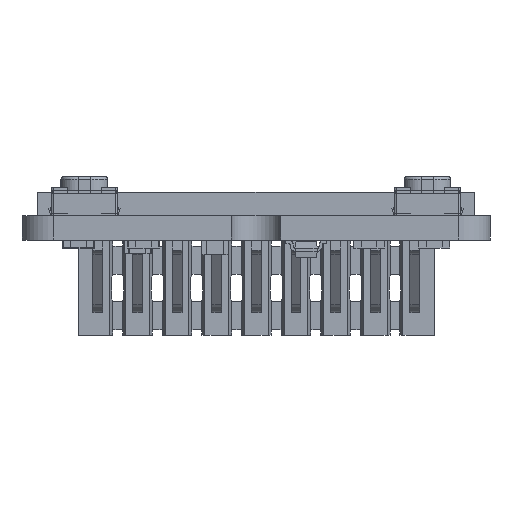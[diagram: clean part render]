
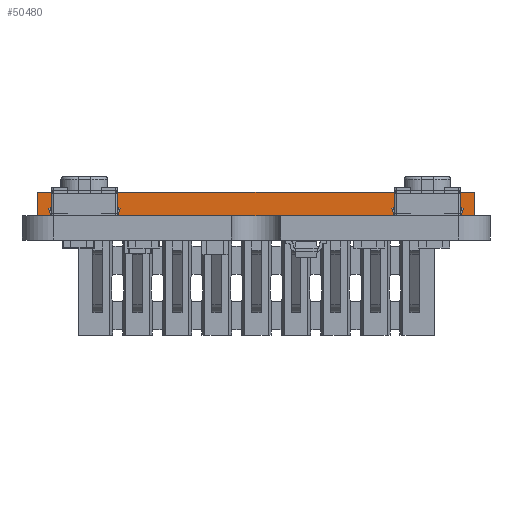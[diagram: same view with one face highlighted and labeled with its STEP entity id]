
A CAD part, left-side view. The second image highlights one B-rep face of the part: STEP entity #50480.
In plain terms, the highlighted face is planar.
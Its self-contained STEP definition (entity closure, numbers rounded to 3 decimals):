
#4407=PLANE('',#54444);
#6917=FACE_OUTER_BOUND('',#9748,.T.);
#9748=EDGE_LOOP('',(#47054,#47055,#47056,#47057));
#15511=LINE('',#81296,#21449);
#15530=LINE('',#81334,#21468);
#15531=LINE('',#81337,#21469);
#15532=LINE('',#81338,#21470);
#21449=VECTOR('',#66885,10.);
#21468=VECTOR('',#66918,10.);
#21469=VECTOR('',#66921,10.);
#21470=VECTOR('',#66922,10.);
#26915=VERTEX_POINT('',#81293);
#26916=VERTEX_POINT('',#81295);
#26928=VERTEX_POINT('',#81332);
#26929=VERTEX_POINT('',#81336);
#33655=EDGE_CURVE('',#26915,#26916,#15511,.T.);
#33674=EDGE_CURVE('',#26928,#26916,#15530,.T.);
#33675=EDGE_CURVE('',#26928,#26929,#15531,.T.);
#33676=EDGE_CURVE('',#26929,#26915,#15532,.T.);
#47054=ORIENTED_EDGE('',*,*,#33675,.F.);
#47055=ORIENTED_EDGE('',*,*,#33674,.T.);
#47056=ORIENTED_EDGE('',*,*,#33655,.F.);
#47057=ORIENTED_EDGE('',*,*,#33676,.F.);
#50480=ADVANCED_FACE('',(#6917),#4407,.T.);
#54444=AXIS2_PLACEMENT_3D('',#81335,#66919,#66920);
#66885=DIRECTION('',(-1.,0.,0.));
#66918=DIRECTION('',(0.,0.,1.));
#66919=DIRECTION('center_axis',(0.,1.,0.));
#66920=DIRECTION('ref_axis',(-1.,0.,0.));
#66921=DIRECTION('',(1.,0.,0.));
#66922=DIRECTION('',(0.,0.,1.));
#81293=CARTESIAN_POINT('',(28.,13.5,1.5));
#81295=CARTESIAN_POINT('',(0.,13.5,1.5));
#81296=CARTESIAN_POINT('',(0.,13.5,1.5));
#81332=CARTESIAN_POINT('',(0.,13.5,0.));
#81334=CARTESIAN_POINT('',(0.,13.5,0.));
#81335=CARTESIAN_POINT('Origin',(28.,13.5,0.));
#81336=CARTESIAN_POINT('',(28.,13.5,0.));
#81337=CARTESIAN_POINT('',(0.,13.5,0.));
#81338=CARTESIAN_POINT('',(28.,13.5,0.));
